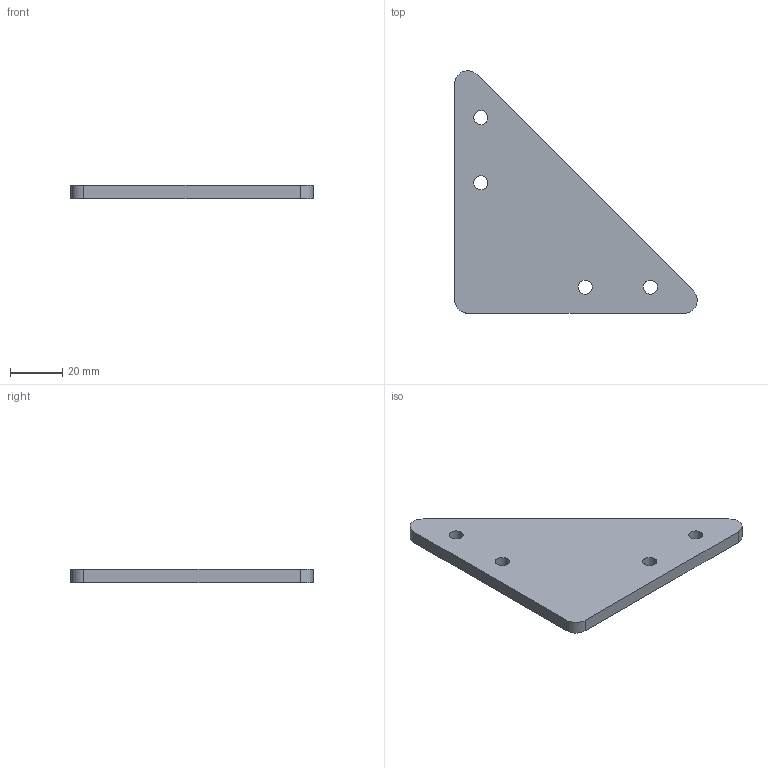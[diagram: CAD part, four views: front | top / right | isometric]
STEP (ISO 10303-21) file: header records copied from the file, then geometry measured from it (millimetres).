
FILE_DESCRIPTION(/* description */ ('KriTec Knotenblech 6 Raster 20 Al 100x100x5'),/* implementation_level */ '2;1');
FILE_NAME(/* name */ '82033_KriTec_Knotenblech_6_Raster_20_Al_100x100x5.stp',/* time_stamp */ '2020-10-23T10:32:21+02:00',/* author */ ('jendrek'),/* organization */ (''),/* preprocessor_version */ 'ST-DEVELOPER v17',/* originating_system */ 'Autodesk Inventor 2018',/* authorisation */ '');
FILE_SCHEMA (('AUTOMOTIVE_DESIGN { 1 0 10303 214 3 1 1 }'));
Length unit declared in the file: millimetre
Products named in the file (1): 82033
Bounding box: 92.92 x 92.92 x 5 mm (x, y, z)
Volume: 24206.1 mm3; surface area: 11594.5 mm2
Topology: 1 solids, 1 shells, 12 faces, 34 edges, 24 vertices
Faces by surface type: cylinder 7, plane 5
Full cylindrical faces by diameter (mm): 5.4 x4
Entity records: 463 total; most frequent: DIRECTION 78, CARTESIAN_POINT 71, ORIENTED_EDGE 68, EDGE_CURVE 34, AXIS2_PLACEMENT_3D 31, VERTEX_POINT 24, EDGE_LOOP 20, CIRCLE 18
